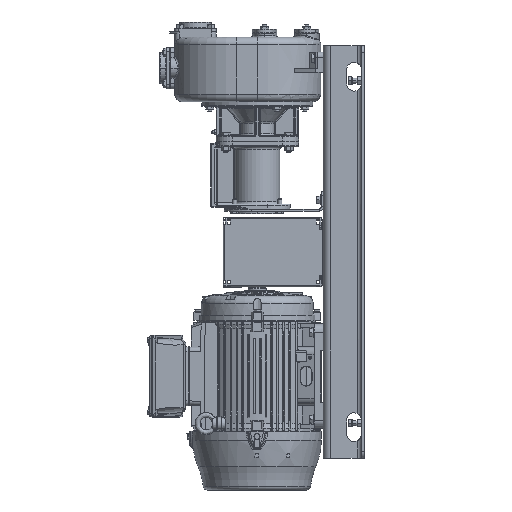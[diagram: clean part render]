
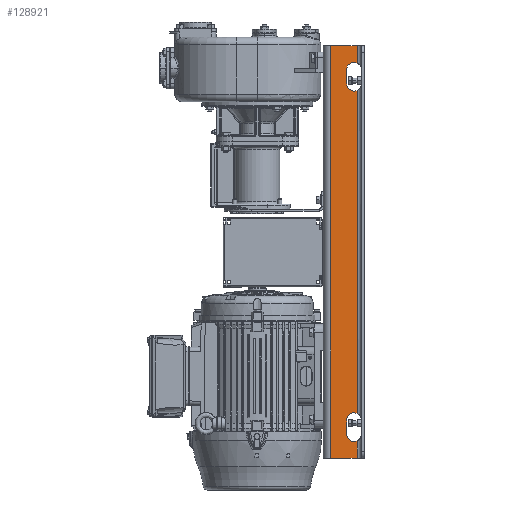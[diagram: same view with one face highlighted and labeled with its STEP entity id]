
A CAD part, left-side view. The second image highlights one B-rep face of the part: STEP entity #128921.
In plain terms, the highlighted planar face has unit normal (-1, 0, 0).
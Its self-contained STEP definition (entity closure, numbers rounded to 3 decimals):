
#3980=DIRECTION('',(0.,0.,-1.));
#3981=VECTOR('',#3980,1000.);
#3982=CARTESIAN_POINT('',(-185.,-18.,30.5));
#3983=LINE('',#3982,#3981);
#12168=DIRECTION('',(0.,0.,-1.));
#12169=VECTOR('',#12168,35.);
#12170=CARTESIAN_POINT('',(-185.,-57.,-27.));
#12171=LINE('',#12170,#12169);
#12172=CARTESIAN_POINT('',(-185.,-74.5,-62.));
#12173=DIRECTION('',(1.,0.,0.));
#12174=DIRECTION('',(0.,-0.429,-0.904));
#12175=AXIS2_PLACEMENT_3D('',#12172,#12173,#12174);
#12177=DIRECTION('',(0.,0.,-1.));
#12178=VECTOR('',#12177,783.377);
#12179=CARTESIAN_POINT('',(-185.,-82.,-77.811));
#12180=LINE('',#12179,#12178);
#12181=CARTESIAN_POINT('',(-185.,-74.5,-877.));
#12182=DIRECTION('',(1.,0.,0.));
#12183=DIRECTION('',(0.,1.,0.));
#12184=AXIS2_PLACEMENT_3D('',#12181,#12182,#12183);
#12186=DIRECTION('',(0.,0.,-1.));
#12187=VECTOR('',#12186,35.);
#12188=CARTESIAN_POINT('',(-185.,-57.,-877.));
#12189=LINE('',#12188,#12187);
#12190=CARTESIAN_POINT('',(-185.,-74.5,-912.));
#12191=DIRECTION('',(1.,0.,0.));
#12192=DIRECTION('',(0.,-0.429,-0.904));
#12193=AXIS2_PLACEMENT_3D('',#12190,#12191,#12192);
#12195=DIRECTION('',(0.,0.,-1.));
#12196=VECTOR('',#12195,41.689);
#12197=CARTESIAN_POINT('',(-185.,-82.,-927.811));
#12198=LINE('',#12197,#12196);
#12199=DIRECTION('',(0.,0.,-1.));
#12200=VECTOR('',#12199,41.689);
#12201=CARTESIAN_POINT('',(-185.,-82.,30.5));
#12202=LINE('',#12201,#12200);
#12203=CARTESIAN_POINT('',(-185.,-74.5,-27.));
#12204=DIRECTION('',(1.,0.,0.));
#12205=DIRECTION('',(0.,1.,0.));
#12206=AXIS2_PLACEMENT_3D('',#12203,#12204,#12205);
#12264=CARTESIAN_POINT('',(-185.,-82.,-77.811));
#12270=CARTESIAN_POINT('',(-185.,-82.,-861.189));
#12454=CARTESIAN_POINT('',(-185.,-82.,-11.189));
#12689=DIRECTION('',(0.,1.,0.));
#12690=VECTOR('',#12689,64.);
#12691=CARTESIAN_POINT('',(-185.,-82.,30.5));
#12692=LINE('',#12691,#12690);
#12799=CARTESIAN_POINT('',(-185.,-82.,-927.811));
#13020=DIRECTION('',(0.,1.,0.));
#13021=VECTOR('',#13020,64.);
#13022=CARTESIAN_POINT('',(-185.,-82.,-969.5));
#13023=LINE('',#13022,#13021);
#117818=CARTESIAN_POINT('',(-185.,-82.,30.5));
#117820=VERTEX_POINT('',#117818);
#117821=CARTESIAN_POINT('',(-185.,-18.,30.5));
#117822=VERTEX_POINT('',#117821);
#117834=CARTESIAN_POINT('',(-185.,-82.,-969.5));
#117836=VERTEX_POINT('',#117834);
#117837=CARTESIAN_POINT('',(-185.,-18.,-969.5));
#117838=VERTEX_POINT('',#117837);
#117958=VERTEX_POINT('',#12264);
#117961=VERTEX_POINT('',#12454);
#117963=VERTEX_POINT('',#12799);
#117966=VERTEX_POINT('',#12270);
#117967=CARTESIAN_POINT('',(-185.,-57.,-27.));
#117968=CARTESIAN_POINT('',(-185.,-57.,-62.));
#117969=VERTEX_POINT('',#117967);
#117970=VERTEX_POINT('',#117968);
#117971=CARTESIAN_POINT('',(-185.,-57.,-912.));
#117972=VERTEX_POINT('',#117971);
#117973=CARTESIAN_POINT('',(-185.,-57.,-877.));
#117974=VERTEX_POINT('',#117973);
#128892=CARTESIAN_POINT('',(-185.,-82.,30.5));
#128893=DIRECTION('',(-1.,0.,0.));
#128894=DIRECTION('',(0.,1.,0.));
#128895=AXIS2_PLACEMENT_3D('',#128892,#128893,#128894);
#128896=PLANE('',#128895);
#128897=ORIENTED_EDGE('',*,*,#128882,.T.);
#128899=ORIENTED_EDGE('',*,*,#128898,.F.);
#128901=ORIENTED_EDGE('',*,*,#128900,.T.);
#128903=ORIENTED_EDGE('',*,*,#128902,.F.);
#128905=ORIENTED_EDGE('',*,*,#128904,.T.);
#128907=ORIENTED_EDGE('',*,*,#128906,.F.);
#128909=ORIENTED_EDGE('',*,*,#128908,.T.);
#128911=ORIENTED_EDGE('',*,*,#128910,.T.);
#128912=ORIENTED_EDGE('',*,*,#122941,.F.);
#128914=ORIENTED_EDGE('',*,*,#128913,.F.);
#128916=ORIENTED_EDGE('',*,*,#128915,.T.);
#128918=ORIENTED_EDGE('',*,*,#128917,.F.);
#128919=EDGE_LOOP('',(#128897,#128899,#128901,#128903,#128905,#128907,#128909,
#128911,#128912,#128914,#128916,#128918));
#128920=FACE_OUTER_BOUND('',#128919,.F.);
#128921=ADVANCED_FACE('',(#128920),#128896,.T.);
#12176=CIRCLE('',#12175,17.5);
#12185=CIRCLE('',#12184,17.5);
#12194=CIRCLE('',#12193,17.5);
#12207=CIRCLE('',#12206,17.5);
#122941=EDGE_CURVE('',#117822,#117838,#3983,.T.);
#128882=EDGE_CURVE('',#117969,#117970,#12171,.T.);
#128898=EDGE_CURVE('',#117958,#117970,#12176,.T.);
#128900=EDGE_CURVE('',#117958,#117966,#12180,.T.);
#128902=EDGE_CURVE('',#117974,#117966,#12185,.T.);
#128904=EDGE_CURVE('',#117974,#117972,#12189,.T.);
#128906=EDGE_CURVE('',#117963,#117972,#12194,.T.);
#128908=EDGE_CURVE('',#117963,#117836,#12198,.T.);
#128910=EDGE_CURVE('',#117836,#117838,#13023,.T.);
#128913=EDGE_CURVE('',#117820,#117822,#12692,.T.);
#128915=EDGE_CURVE('',#117820,#117961,#12202,.T.);
#128917=EDGE_CURVE('',#117969,#117961,#12207,.T.);
